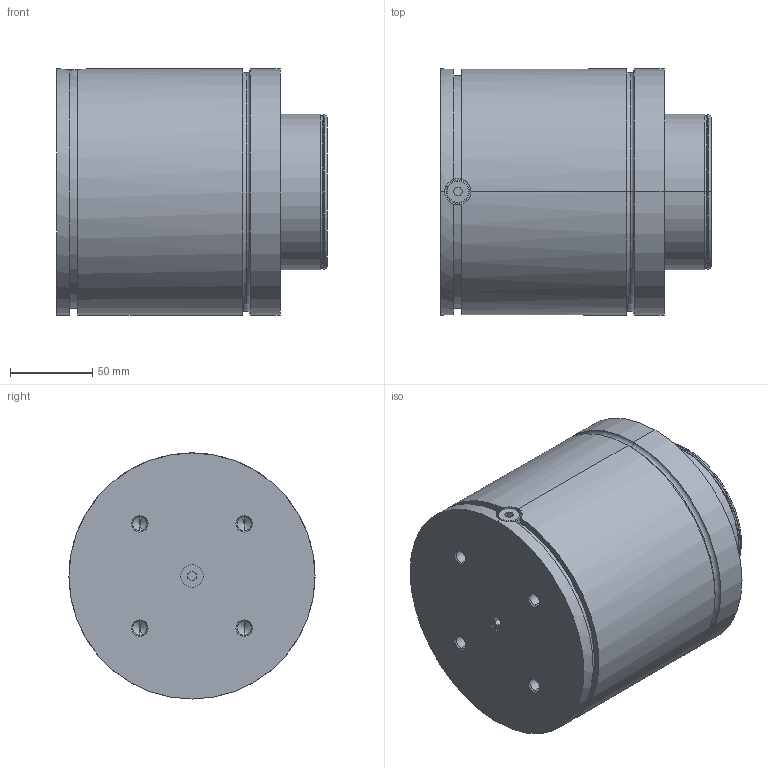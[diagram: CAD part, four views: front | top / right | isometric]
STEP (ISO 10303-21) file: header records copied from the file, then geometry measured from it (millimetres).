
FILE_DESCRIPTION (( 'STEP AP203' ), '1' );
FILE_NAME ('O 18500_025 A.step', '2018-11-29T07:14:29', ( '' ), ( '' ), 'SwSTEP 2.0', 'SolidWorks 2016', '' );
FILE_SCHEMA (( 'CONFIG_CONTROL_DESIGN' ));
Length unit declared in the file: millimetre
Products named in the file (1): O 18500_025 A
Bounding box: 165 x 150 x 150 mm (x, y, z)
Volume: 2591691.6 mm3; surface area: 115121.3 mm2
Topology: 1 solids, 1 shells, 86 faces, 195 edges, 111 vertices
Faces by surface type: cylinder 28, plane 22, cone 20, torus 16
Entity records: 2472 total; most frequent: CARTESIAN_POINT 465, DIRECTION 445, ORIENTED_EDGE 370, EDGE_CURVE 185, AXIS2_PLACEMENT_3D 179, VERTEX_POINT 111, EDGE_LOOP 96, CIRCLE 92
